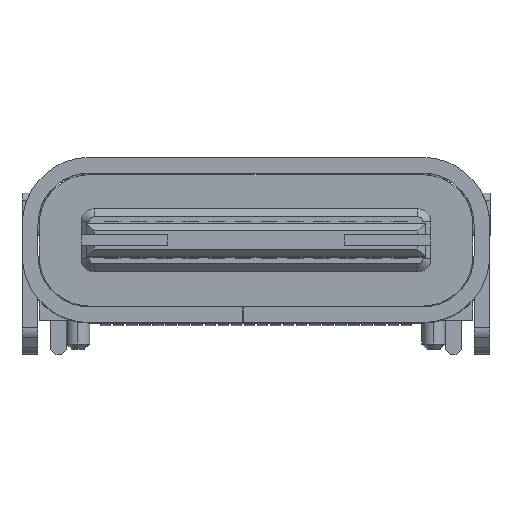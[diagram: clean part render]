
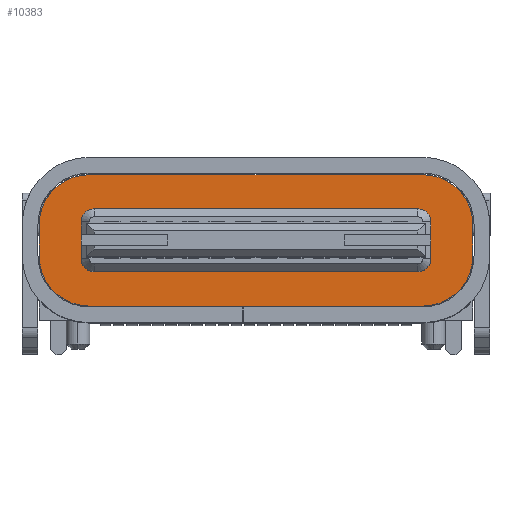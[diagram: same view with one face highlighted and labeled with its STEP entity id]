
A CAD part, top view. The second image highlights one B-rep face of the part: STEP entity #10383.
In plain terms, the highlighted planar face has unit normal (0, 0, 1).
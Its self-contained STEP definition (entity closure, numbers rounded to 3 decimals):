
#174 = DIRECTION ( 'NONE',  ( 1., 0., 0. ) ) ;
#288 = CARTESIAN_POINT ( 'NONE',  ( 4.145, -0.305, -1.97 ) ) ;
#310 = CARTESIAN_POINT ( 'NONE',  ( -4.145, -0.6, -1.97 ) ) ;
#614 = CARTESIAN_POINT ( 'NONE',  ( 3.195, -1.255, -1.97 ) ) ;
#709 = FACE_BOUND ( 'NONE', #15591, .T. ) ;
#810 = LINE ( 'NONE', #2574, #13855 ) ;
#816 = EDGE_LOOP ( 'NONE', ( #8429, #12194, #7159, #6129, #9197, #6447, #4862, #19260 ) ) ;
#933 = CARTESIAN_POINT ( 'NONE',  ( -4.145, 0.6, -1.97 ) ) ;
#1087 = ORIENTED_EDGE ( 'NONE', *, *, #5595, .T. ) ;
#1105 = CIRCLE ( 'NONE', #13425, 0.25 ) ;
#1113 = CARTESIAN_POINT ( 'NONE',  ( -4.145, 0.305, -1.97 ) ) ;
#1582 = VERTEX_POINT ( 'NONE', #11046 ) ;
#1594 = CARTESIAN_POINT ( 'NONE',  ( 3.095, -0.6, -1.97 ) ) ;
#1662 = VECTOR ( 'NONE', #7821, 1000. ) ;
#2071 = AXIS2_PLACEMENT_3D ( 'NONE', #11443, #7909, #12560 ) ;
#2226 = DIRECTION ( 'NONE',  ( -1., 0., 0. ) ) ;
#2497 = EDGE_CURVE ( 'NONE', #15321, #12941, #7969, .T. ) ;
#2574 = CARTESIAN_POINT ( 'NONE',  ( 3.345, -0.35, -1.97 ) ) ;
#2592 = CARTESIAN_POINT ( 'NONE',  ( -3.195, -1.255, -1.97 ) ) ;
#2908 = VECTOR ( 'NONE', #12603, 1000. ) ;
#2928 = ORIENTED_EDGE ( 'NONE', *, *, #6502, .F. ) ;
#3054 = VERTEX_POINT ( 'NONE', #15850 ) ;
#3193 = DIRECTION ( 'NONE',  ( 0., 0., 1. ) ) ;
#3207 = AXIS2_PLACEMENT_3D ( 'NONE', #12211, #18239, #10727 ) ;
#3264 = DIRECTION ( 'NONE',  ( 0., 0., 1. ) ) ;
#3425 = CARTESIAN_POINT ( 'NONE',  ( -4.145, -1.53, -1.97 ) ) ;
#3768 = DIRECTION ( 'NONE',  ( 0., 0., 1. ) ) ;
#3770 = PLANE ( 'NONE',  #12485 ) ;
#3959 = CARTESIAN_POINT ( 'NONE',  ( -3.195, 1.255, -1.97 ) ) ;
#4182 = DIRECTION ( 'NONE',  ( 0., 0., 1. ) ) ;
#4379 = VERTEX_POINT ( 'NONE', #10699 ) ;
#4411 = CARTESIAN_POINT ( 'NONE',  ( 3.345, -0.35, -1.97 ) ) ;
#4636 = CARTESIAN_POINT ( 'NONE',  ( 3.095, 0.35, -1.97 ) ) ;
#4679 = EDGE_CURVE ( 'NONE', #4826, #13700, #810, .T. ) ;
#4826 = VERTEX_POINT ( 'NONE', #13847 ) ;
#4862 = ORIENTED_EDGE ( 'NONE', *, *, #6038, .T. ) ;
#4891 = VERTEX_POINT ( 'NONE', #288 ) ;
#5105 = VERTEX_POINT ( 'NONE', #14340 ) ;
#5290 = CIRCLE ( 'NONE', #8460, 0.25 ) ;
#5340 = VERTEX_POINT ( 'NONE', #3959 ) ;
#5405 = CARTESIAN_POINT ( 'NONE',  ( -3.095, 0.35, -1.97 ) ) ;
#5595 = EDGE_CURVE ( 'NONE', #13086, #4379, #18759, .T. ) ;
#6021 = DIRECTION ( 'NONE',  ( 0., 0., 1. ) ) ;
#6038 = EDGE_CURVE ( 'NONE', #15642, #4891, #16390, .T. ) ;
#6129 = ORIENTED_EDGE ( 'NONE', *, *, #2497, .T. ) ;
#6351 = VECTOR ( 'NONE', #2226, 1000. ) ;
#6421 = DIRECTION ( 'NONE',  ( -1., 0., 0. ) ) ;
#6447 = ORIENTED_EDGE ( 'NONE', *, *, #10222, .T. ) ;
#6481 = CARTESIAN_POINT ( 'NONE',  ( 4.145, -1.53, -1.97 ) ) ;
#6502 = EDGE_CURVE ( 'NONE', #4826, #3054, #19555, .T. ) ;
#6531 = DIRECTION ( 'NONE',  ( 1., 0., 0. ) ) ;
#6536 = LINE ( 'NONE', #310, #1662 ) ;
#6630 = FACE_OUTER_BOUND ( 'NONE', #816, .T. ) ;
#6642 = ORIENTED_EDGE ( 'NONE', *, *, #9777, .F. ) ;
#6832 = DIRECTION ( 'NONE',  ( 0., -1., 0. ) ) ;
#6833 = CARTESIAN_POINT ( 'NONE',  ( -4.145, -0.305, -1.97 ) ) ;
#7159 = ORIENTED_EDGE ( 'NONE', *, *, #17562, .F. ) ;
#7534 = CARTESIAN_POINT ( 'NONE',  ( 3.195, 1.255, -1.97 ) ) ;
#7630 = ORIENTED_EDGE ( 'NONE', *, *, #11759, .F. ) ;
#7636 = ORIENTED_EDGE ( 'NONE', *, *, #4679, .T. ) ;
#7652 = VERTEX_POINT ( 'NONE', #19306 ) ;
#7725 = VERTEX_POINT ( 'NONE', #7534 ) ;
#7821 = DIRECTION ( 'NONE',  ( -1., 0., 0. ) ) ;
#7859 = AXIS2_PLACEMENT_3D ( 'NONE', #17711, #4182, #13473 ) ;
#7909 = DIRECTION ( 'NONE',  ( 0., 0., 1. ) ) ;
#7969 = LINE ( 'NONE', #3425, #11848 ) ;
#8167 = DIRECTION ( 'NONE',  ( 0., -1., 0. ) ) ;
#8200 = EDGE_CURVE ( 'NONE', #4891, #7652, #9753, .T. ) ;
#8249 = VERTEX_POINT ( 'NONE', #18546 ) ;
#8252 = CARTESIAN_POINT ( 'NONE',  ( -4.145, 1.255, -1.97 ) ) ;
#8429 = ORIENTED_EDGE ( 'NONE', *, *, #11783, .T. ) ;
#8460 = AXIS2_PLACEMENT_3D ( 'NONE', #12765, #3768, #15627 ) ;
#8614 = ORIENTED_EDGE ( 'NONE', *, *, #19426, .T. ) ;
#8620 = DIRECTION ( 'NONE',  ( 1., 0., 0. ) ) ;
#9197 = ORIENTED_EDGE ( 'NONE', *, *, #16775, .F. ) ;
#9318 = CIRCLE ( 'NONE', #11533, 0.25 ) ;
#9503 = CARTESIAN_POINT ( 'NONE',  ( -4.145, -1.255, -1.97 ) ) ;
#9753 = LINE ( 'NONE', #6481, #15227 ) ;
#9777 = EDGE_CURVE ( 'NONE', #13086, #5105, #1105, .T. ) ;
#10222 = EDGE_CURVE ( 'NONE', #1582, #15642, #16131, .T. ) ;
#10236 = ORIENTED_EDGE ( 'NONE', *, *, #14406, .F. ) ;
#10383 = ADVANCED_FACE ( 'NONE', ( #709, #6630 ), #3770, .T. ) ;
#10416 = AXIS2_PLACEMENT_3D ( 'NONE', #4636, #6021, #15211 ) ;
#10699 = CARTESIAN_POINT ( 'NONE',  ( -3.345, 0.35, -1.97 ) ) ;
#10727 = DIRECTION ( 'NONE',  ( -1., 0., 0. ) ) ;
#11046 = CARTESIAN_POINT ( 'NONE',  ( -3.195, -1.255, -1.97 ) ) ;
#11443 = CARTESIAN_POINT ( 'NONE',  ( 3.195, 0.305, -1.97 ) ) ;
#11533 = AXIS2_PLACEMENT_3D ( 'NONE', #5405, #3264, #6421 ) ;
#11697 = VERTEX_POINT ( 'NONE', #1594 ) ;
#11759 = EDGE_CURVE ( 'NONE', #8249, #4379, #9318, .T. ) ;
#11783 = EDGE_CURVE ( 'NONE', #7652, #7725, #12803, .T. ) ;
#11848 = VECTOR ( 'NONE', #8167, 1000. ) ;
#11860 = VECTOR ( 'NONE', #8620, 1000. ) ;
#12194 = ORIENTED_EDGE ( 'NONE', *, *, #18061, .T. ) ;
#12211 = CARTESIAN_POINT ( 'NONE',  ( -3.195, -0.305, -1.97 ) ) ;
#12485 = AXIS2_PLACEMENT_3D ( 'NONE', #9503, #15726, #6531 ) ;
#12560 = DIRECTION ( 'NONE',  ( 1., 0., 0. ) ) ;
#12603 = DIRECTION ( 'NONE',  ( 1., 0., 0. ) ) ;
#12618 = DIRECTION ( 'NONE',  ( 0., 1., 0. ) ) ;
#12765 = CARTESIAN_POINT ( 'NONE',  ( 3.095, -0.35, -1.97 ) ) ;
#12803 = CIRCLE ( 'NONE', #2071, 0.95 ) ;
#12941 = VERTEX_POINT ( 'NONE', #6833 ) ;
#13086 = VERTEX_POINT ( 'NONE', #16319 ) ;
#13346 = AXIS2_PLACEMENT_3D ( 'NONE', #17075, #15202, #174 ) ;
#13425 = AXIS2_PLACEMENT_3D ( 'NONE', #13429, #3193, #17770 ) ;
#13429 = CARTESIAN_POINT ( 'NONE',  ( -3.095, -0.35, -1.97 ) ) ;
#13473 = DIRECTION ( 'NONE',  ( -1., 0., 0. ) ) ;
#13700 = VERTEX_POINT ( 'NONE', #4411 ) ;
#13847 = CARTESIAN_POINT ( 'NONE',  ( 3.345, 0.35, -1.97 ) ) ;
#13855 = VECTOR ( 'NONE', #6832, 1000. ) ;
#14340 = CARTESIAN_POINT ( 'NONE',  ( -3.095, -0.6, -1.97 ) ) ;
#14406 = EDGE_CURVE ( 'NONE', #11697, #13700, #5290, .T. ) ;
#14488 = LINE ( 'NONE', #933, #2908 ) ;
#15202 = DIRECTION ( 'NONE',  ( 0., 0., -1. ) ) ;
#15211 = DIRECTION ( 'NONE',  ( -1., 0., 0. ) ) ;
#15227 = VECTOR ( 'NONE', #12618, 1000. ) ;
#15321 = VERTEX_POINT ( 'NONE', #1113 ) ;
#15591 = EDGE_LOOP ( 'NONE', ( #1087, #7630, #18684, #2928, #7636, #10236, #8614, #6642 ) ) ;
#15627 = DIRECTION ( 'NONE',  ( -1., 0., 0. ) ) ;
#15642 = VERTEX_POINT ( 'NONE', #614 ) ;
#15726 = DIRECTION ( 'NONE',  ( 0., 0., 1. ) ) ;
#15766 = LINE ( 'NONE', #8252, #6351 ) ;
#15850 = CARTESIAN_POINT ( 'NONE',  ( 3.095, 0.6, -1.97 ) ) ;
#16131 = LINE ( 'NONE', #2592, #11860 ) ;
#16319 = CARTESIAN_POINT ( 'NONE',  ( -3.345, -0.35, -1.97 ) ) ;
#16390 = CIRCLE ( 'NONE', #7859, 0.95 ) ;
#16775 = EDGE_CURVE ( 'NONE', #1582, #12941, #19008, .T. ) ;
#17075 = CARTESIAN_POINT ( 'NONE',  ( -3.195, 0.305, -1.97 ) ) ;
#17180 = CARTESIAN_POINT ( 'NONE',  ( -3.345, -0.35, -1.97 ) ) ;
#17307 = VECTOR ( 'NONE', #18861, 1000. ) ;
#17441 = CIRCLE ( 'NONE', #13346, 0.95 ) ;
#17562 = EDGE_CURVE ( 'NONE', #15321, #5340, #17441, .T. ) ;
#17711 = CARTESIAN_POINT ( 'NONE',  ( 3.195, -0.305, -1.97 ) ) ;
#17770 = DIRECTION ( 'NONE',  ( -1., 0., 0. ) ) ;
#18061 = EDGE_CURVE ( 'NONE', #7725, #5340, #15766, .T. ) ;
#18096 = EDGE_CURVE ( 'NONE', #8249, #3054, #14488, .T. ) ;
#18239 = DIRECTION ( 'NONE',  ( 0., 0., -1. ) ) ;
#18546 = CARTESIAN_POINT ( 'NONE',  ( -3.095, 0.6, -1.97 ) ) ;
#18684 = ORIENTED_EDGE ( 'NONE', *, *, #18096, .T. ) ;
#18759 = LINE ( 'NONE', #17180, #17307 ) ;
#18861 = DIRECTION ( 'NONE',  ( 0., 1., 0. ) ) ;
#19008 = CIRCLE ( 'NONE', #3207, 0.95 ) ;
#19260 = ORIENTED_EDGE ( 'NONE', *, *, #8200, .T. ) ;
#19306 = CARTESIAN_POINT ( 'NONE',  ( 4.145, 0.305, -1.97 ) ) ;
#19426 = EDGE_CURVE ( 'NONE', #11697, #5105, #6536, .T. ) ;
#19555 = CIRCLE ( 'NONE', #10416, 0.25 ) ;
